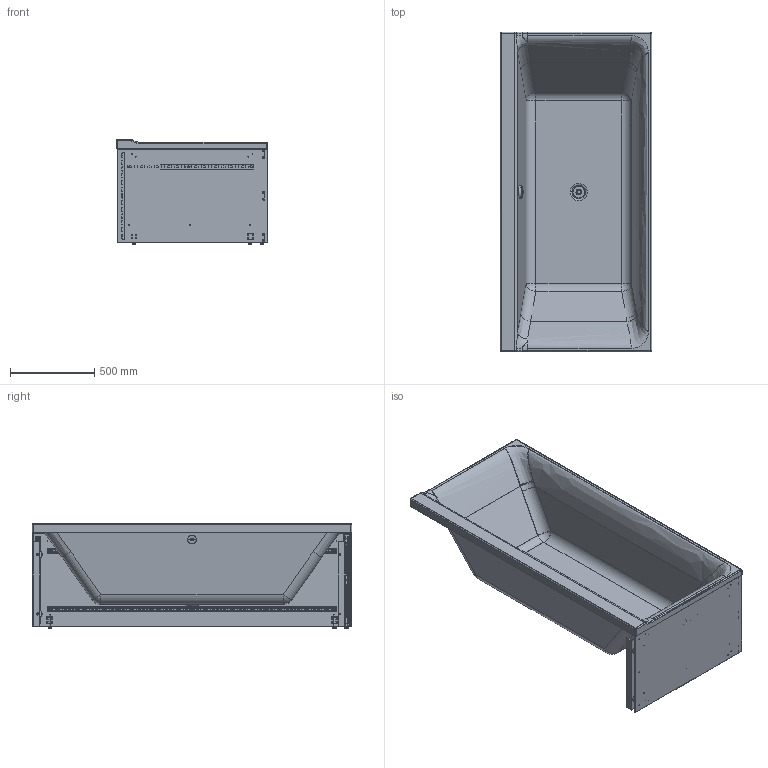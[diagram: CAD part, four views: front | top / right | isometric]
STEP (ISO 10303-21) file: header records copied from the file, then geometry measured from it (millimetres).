
FILE_DESCRIPTION((''),'2;1');
FILE_NAME('700378_1.stp','2015-06-19T20:16:31',('Administrator'),(''),'Autodesk Inventor 2011','Autodesk Inventor 2011','');
FILE_SCHEMA(('CONFIG_CONTROL_DESIGN'));
Length unit declared in the file: millimetre
Products named in the file (60): 700378_1; 700378; 8904_90; Verbindungsprofil 1; Verschlu_st_ck; Verbindungsprofil 2; Verbindungsprofil 1_1; Verschlu_st_ck_1; Verbindungsprofil 2_1; Verbindungsprofil 1_2; Verschlu_st_ck_2; Verbindungsprofil 2_2; Sechskantstange; Schiene; Schiene_1; Schiene_2; Doppelwinkel M8 ; Abdeckkappe; Stellfu_; _70; Doppelwinkel M8 _1; Abdeckkappe_1; Stellfu__1; _70_1; sechskantmutter ISO 4032 M8; sechskantmutter ISO 4032 M8_1; sechskantmutter ISO 4032 M8_2; sechskantmutter ISO 4032 M8_3; sechskantmutter ISO 4032 M8_4; sechskantmutter ISO 4032 M8_5; sechskantschraube ISO 4017A M8_35; sechskantschraube ISO 4017A M8_35_1; L_Winkel; Haftmagnet; Haftmagnet_1; sechskantmutter ISO 4032 M8_6; sechskantmutter ISO 4032 M8_7; sechskantmutter ISO 4032 M8_8; sechskantmutter ISO 4032 M8_9; sechskantmutter ISO 4032 M8_10 ...
Assembly tree (59 placements, depth 3):
  700378_1
    700378
    8904_90
      Verbindungsprofil 1
      Verschlu_st_ck
      Verbindungsprofil 2
      Verbindungsprofil 1_1
      Verschlu_st_ck_1
      Verbindungsprofil 2_1
      Verbindungsprofil 1_2
      Verschlu_st_ck_2
      Verbindungsprofil 2_2
      Sechskantstange
      Schiene
      Schiene_1
      Schiene_2
      Doppelwinkel M8 
      Abdeckkappe
      Stellfu_
      _70
      Doppelwinkel M8 _1
      Abdeckkappe_1
      Stellfu__1
      _70_1
      sechskantmutter ISO 4032 M8
      sechskantmutter ISO 4032 M8_1
      sechskantmutter ISO 4032 M8_2
      sechskantmutter ISO 4032 M8_3
      sechskantmutter ISO 4032 M8_4
      sechskantmutter ISO 4032 M8_5
      sechskantschraube ISO 4017A M8_35
      sechskantschraube ISO 4017A M8_35_1
      L_Winkel
      Haftmagnet
      Haftmagnet_1
      sechskantmutter ISO 4032 M8_6
      sechskantmutter ISO 4032 M8_7
      sechskantmutter ISO 4032 M8_8
      sechskantmutter ISO 4032 M8_9
      sechskantmutter ISO 4032 M8_10
      sechskantmutter ISO 4032 M8_11
      sechskantschraube ISO 4017A M8_35_2
      sechskantschraube ISO 4017A M8_35_3
      L_Winkel_1
      Haftmagnet_2
      Haftmagnet_3
      Schiene_3
      Schiene_4
      Doppelwinkel M8 _2
      Abdeckkappe_2
      Stellfu__2
      _70_2
      Doppelwinkel M8 _3
      Abdeckkappe_3
      Stellfu__3
      _70_3
      Querseite
      L_ngsseite
    Stopfen
    Verschluss_Ueberlauf
Bounding box: 900.28 x 1900.13 x 623.42 mm (x, y, z)
Volume: 29233070.1 mm3; surface area: 10757927 mm2
Topology: 58 solids, 58 shells, 2911 faces, 6937 edges, 4173 vertices
Faces by surface type: cylinder 1136, plane 1052, sphere 259, torus 188, cone 180, bspline 96
Full cylindrical faces by diameter (mm): 3.5 x52, 4.5 x34, 5 x16, 6.75 x12, 7 x4, 8 x12, 8.5 x4, 9 x12, 9.2 x1, 13 x1, 14.5 x1, 20 x6, 20.5 x4, 22 x4, 24 x1, 29.2 x1, 32 x2, 50 x4, 52 x1, 72 x1
Entity records: 131367 total; most frequent: CARTESIAN_POINT 60319, DIRECTION 14544, ORIENTED_EDGE 13066, EDGE_CURVE 6533, AXIS2_PLACEMENT_3D 5658, VERTEX_POINT 4047, EDGE_LOOP 3632, VECTOR 3228
